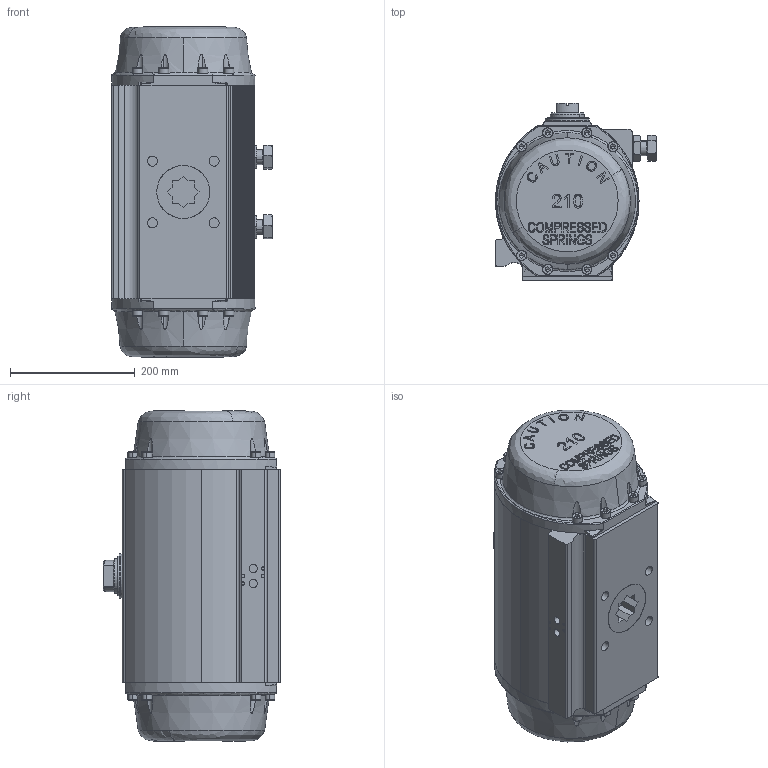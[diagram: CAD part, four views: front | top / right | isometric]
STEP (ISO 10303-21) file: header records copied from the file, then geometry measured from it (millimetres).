
FILE_DESCRIPTION (( 'STEP AP203' ), '1' );
FILE_NAME ('RS210.STEP', '2024-11-13T00:33:16', ( 'noh' ), ( '' ), 'SwSTEP 2.0', 'SolidWorks 2017', '' );
FILE_SCHEMA (( 'CONFIG_CONTROL_DESIGN' ));
Length unit declared in the file: millimetre
Products named in the file (10): RS210; 鼻睡 睡諒; R210 凜Щお; RS210 Cover; R210; hexagon thin nut gradeab_ks_KS 1012 AB- M24-N; 鼻睡 睡諒 2; 鼻睡 蝶鹿葭; hexagon head bolt (grade b)_ks_KS 1002 B - M24 x 45 x 45-N; socket head cap screw_ks_KS 1003 - M10 x 16 x 16-S
Assembly tree (28 placements, depth 2):
  RS210
    R210
    socket head cap screw_ks_KS 1003 - M10 x 16 x 16-S  x16
    R210 凜Щお
    鼻睡 睡諒  x2
    鼻睡 蝶鹿葭
    hexagon thin nut gradeab_ks_KS 1012 AB- M24-N  x2
    hexagon head bolt (grade b)_ks_KS 1002 B - M24 x 45 x 45-N  x2
    鼻睡 睡諒 2
    RS210 Cover  x2
Bounding box: 258 x 284 x 529 mm (x, y, z)
Volume: 24843093.1 mm3; surface area: 926058.4 mm2
Topology: 28 solids, 32 shells, 3110 faces, 7674 edges, 4710 vertices
Faces by surface type: plane 826, bspline 790, cone 712, cylinder 682, torus 100
Entity records: 46793 total; most frequent: CARTESIAN_POINT 20052, ORIENTED_EDGE 5974, DIRECTION 4019, EDGE_CURVE 2987, VERTEX_POINT 1968, VECTOR 1373, LINE 1373, AXIS2_PLACEMENT_3D 1323
